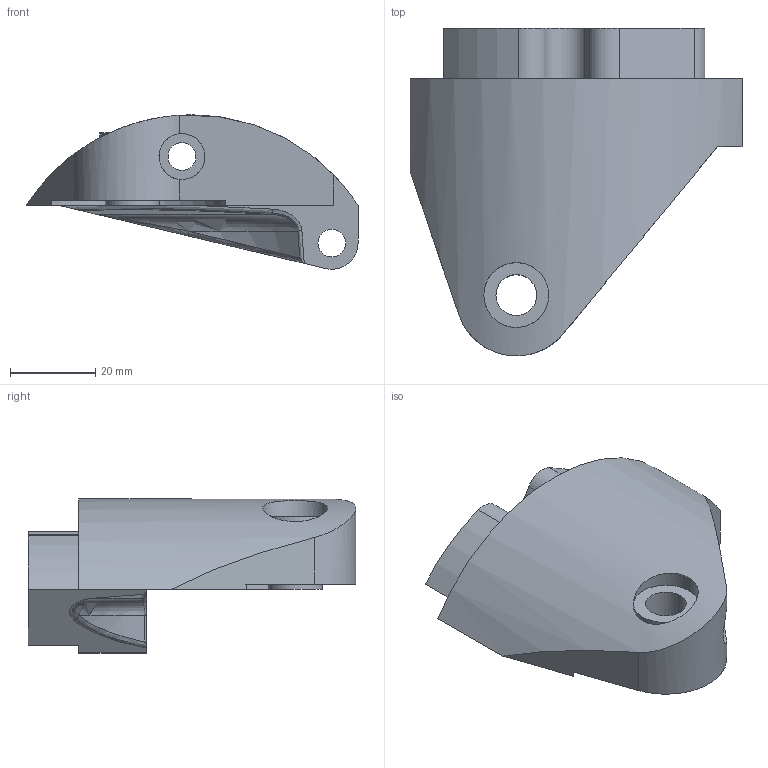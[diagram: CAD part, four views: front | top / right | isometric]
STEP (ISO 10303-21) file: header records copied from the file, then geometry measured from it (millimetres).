
FILE_DESCRIPTION(/* description */ ('STEP AP242','CAx-IF Rec.Pracs.---Representation and Presentation of Product Manufacturing Information (PMI)---4.0---2014-10-13','CAx-IF Rec.Pracs.---3D Tessellated Geometry---0.4---2014-09-14','2;1'),/* implementation_level */ '2;1');
FILE_NAME(/* name */ '6745922d11b7797a96c61dfd',/* time_stamp */ '2024-11-26T09:17:34Z',/* author */ (''),/* organization */ (''),/* preprocessor_version */ 'ST-DEVELOPER v20',/* originating_system */ 'ONSHAPE BY PTC INC, 1.190',/* authorisation */ ' ');
FILE_SCHEMA (('AP242_MANAGED_MODEL_BASED_3D_ENGINEERING_MIM_LF { 1 0 10303 442 1 1 4 }'));
Length unit declared in the file: metre
Products named in the file (1): Wheel Mount A
Bounding box: 77.97 x 76.98 x 36.25 mm (x, y, z)
Volume: 66856.2 mm3; surface area: 15729.8 mm2
Topology: 1 solids, 1 shells, 43 faces, 111 edges, 72 vertices
Faces by surface type: cylinder 18, plane 16, bspline 6, cone 2, torus 1
Full cylindrical faces by diameter (mm): 6.528 x2, 9.576 x1, 10.795 x1, 12.7 x1
Entity records: 1461 total; most frequent: CARTESIAN_POINT 435, ORIENTED_EDGE 208, DIRECTION 201, EDGE_CURVE 104, AXIS2_PLACEMENT_3D 80, VERTEX_POINT 70, EDGE_LOOP 56, FACE_BOUND 56
